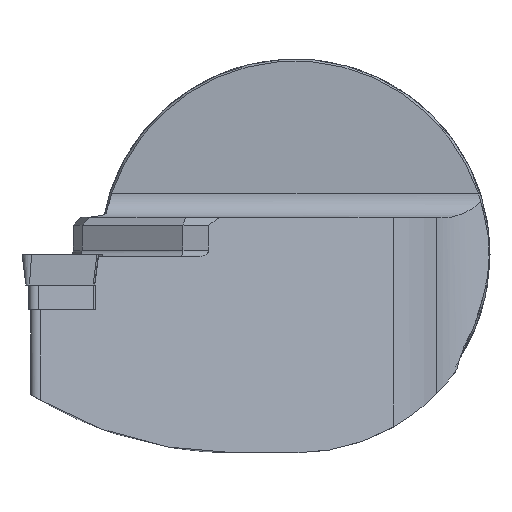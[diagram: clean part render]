
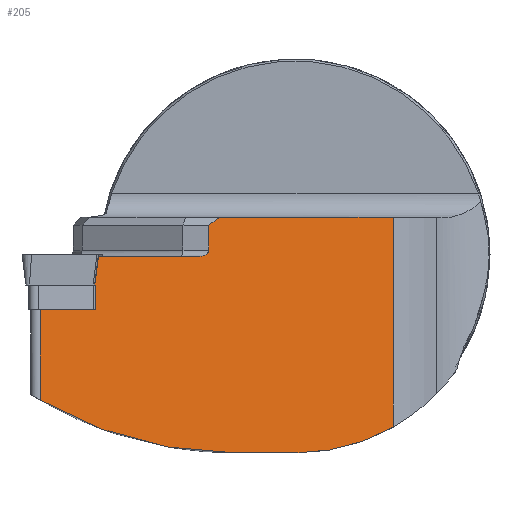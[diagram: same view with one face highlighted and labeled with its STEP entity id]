
A CAD part, left-side view. The second image highlights one B-rep face of the part: STEP entity #205.
In plain terms, the highlighted planar face has unit normal (-0.848, -0.53, 0).
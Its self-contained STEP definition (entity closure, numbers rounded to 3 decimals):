
#205=ADVANCED_FACE('',(#322),#282,.F.);
#282=PLANE('',#1426);
#322=FACE_OUTER_BOUND('',#389,.T.);
#389=EDGE_LOOP('',(#556,#557,#558,#559,#560,#561,#562,#563,#564,#565,#566,
#567,#568,#569));
#481=ELLIPSE('',#1423,58.959,50.);
#482=ELLIPSE('',#1424,30.069,25.5);
#483=ELLIPSE('',#1425,1.329,0.8);
#556=ORIENTED_EDGE('',*,*,#1043,.F.);
#557=ORIENTED_EDGE('',*,*,#1042,.T.);
#558=ORIENTED_EDGE('',*,*,#1044,.T.);
#559=ORIENTED_EDGE('',*,*,#1045,.T.);
#560=ORIENTED_EDGE('',*,*,#1046,.T.);
#561=ORIENTED_EDGE('',*,*,#1047,.F.);
#562=ORIENTED_EDGE('',*,*,#1048,.T.);
#563=ORIENTED_EDGE('',*,*,#1049,.T.);
#564=ORIENTED_EDGE('',*,*,#1050,.T.);
#565=ORIENTED_EDGE('',*,*,#1051,.T.);
#566=ORIENTED_EDGE('',*,*,#1052,.T.);
#567=ORIENTED_EDGE('',*,*,#1053,.T.);
#568=ORIENTED_EDGE('',*,*,#1054,.T.);
#569=ORIENTED_EDGE('',*,*,#1055,.T.);
#915=VERTEX_POINT('',#1903);
#917=VERTEX_POINT('',#1931);
#918=VERTEX_POINT('',#1935);
#919=VERTEX_POINT('',#1937);
#920=VERTEX_POINT('',#1939);
#921=VERTEX_POINT('',#1941);
#922=VERTEX_POINT('',#1943);
#923=VERTEX_POINT('',#1945);
#924=VERTEX_POINT('',#1947);
#925=VERTEX_POINT('',#1949);
#926=VERTEX_POINT('',#1951);
#927=VERTEX_POINT('',#1953);
#928=VERTEX_POINT('',#1955);
#929=VERTEX_POINT('',#1957);
#1042=EDGE_CURVE('',#915,#917,#1219,.T.);
#1043=EDGE_CURVE('',#915,#918,#1220,.T.);
#1044=EDGE_CURVE('',#917,#919,#481,.T.);
#1045=EDGE_CURVE('',#919,#920,#1221,.T.);
#1046=EDGE_CURVE('',#920,#921,#482,.T.);
#1047=EDGE_CURVE('',#922,#921,#1222,.T.);
#1048=EDGE_CURVE('',#922,#923,#1223,.T.);
#1049=EDGE_CURVE('',#923,#924,#1224,.T.);
#1050=EDGE_CURVE('',#924,#925,#1225,.T.);
#1051=EDGE_CURVE('',#925,#926,#483,.T.);
#1052=EDGE_CURVE('',#926,#927,#1226,.T.);
#1053=EDGE_CURVE('',#927,#928,#1227,.T.);
#1054=EDGE_CURVE('',#928,#929,#1228,.T.);
#1055=EDGE_CURVE('',#929,#918,#1229,.T.);
#1219=LINE('',#1932,#1310);
#1220=LINE('',#1934,#1311);
#1221=LINE('',#1938,#1312);
#1222=LINE('',#1942,#1313);
#1223=LINE('',#1944,#1314);
#1224=LINE('',#1946,#1315);
#1225=LINE('',#1948,#1316);
#1226=LINE('',#1952,#1317);
#1227=LINE('',#1954,#1318);
#1228=LINE('',#1956,#1319);
#1229=LINE('',#1958,#1320);
#1310=VECTOR('',#1557,1.);
#1311=VECTOR('',#1560,1.);
#1312=VECTOR('',#1563,1.);
#1313=VECTOR('',#1566,1.);
#1314=VECTOR('',#1567,1.);
#1315=VECTOR('',#1568,1.);
#1316=VECTOR('',#1569,1.);
#1317=VECTOR('',#1572,1.);
#1318=VECTOR('',#1573,1.);
#1319=VECTOR('',#1574,1.);
#1320=VECTOR('',#1575,1.);
#1423=AXIS2_PLACEMENT_3D('',#1936,#1561,#1562);
#1424=AXIS2_PLACEMENT_3D('',#1940,#1564,#1565);
#1425=AXIS2_PLACEMENT_3D('',#1950,#1570,#1571);
#1426=AXIS2_PLACEMENT_3D('',#1959,#1576,#1577);
#1557=DIRECTION('',(0.,0.,-1.));
#1560=DIRECTION('',(0.53,-0.848,0.));
#1561=DIRECTION('',(-0.848,-0.53,0.));
#1562=DIRECTION('',(-0.53,0.848,0.));
#1563=DIRECTION('',(0.53,-0.848,0.));
#1564=DIRECTION('',(-0.848,-0.53,0.));
#1565=DIRECTION('',(-0.53,0.848,0.));
#1566=DIRECTION('',(0.,0.,-1.));
#1567=DIRECTION('',(-0.53,0.848,0.));
#1568=DIRECTION('',(-0.454,0.727,-0.516));
#1569=DIRECTION('',(0.,0.,-1.));
#1570=DIRECTION('',(0.848,0.53,0.));
#1571=DIRECTION('',(-0.53,0.848,0.));
#1572=DIRECTION('',(-0.53,0.848,0.));
#1573=DIRECTION('',(-0.079,0.126,-0.989));
#1574=DIRECTION('',(0.53,-0.848,0.));
#1575=DIRECTION('',(0.,0.,-1.));
#1576=DIRECTION('',(0.848,0.53,0.));
#1577=DIRECTION('',(0.53,-0.848,0.));
#1903=CARTESIAN_POINT('',(1.975,32.684,-7.15));
#1931=CARTESIAN_POINT('',(1.975,32.684,-18.734));
#1932=CARTESIAN_POINT('',(1.975,32.684,50.));
#1934=CARTESIAN_POINT('',(30.258,-12.578,-7.15));
#1935=CARTESIAN_POINT('',(6.451,25.521,-7.15));
#1936=CARTESIAN_POINT('',(17.67,7.568,24.5));
#1937=CARTESIAN_POINT('',(17.67,7.568,-25.5));
#1938=CARTESIAN_POINT('',(28.433,-9.658,-25.5));
#1939=CARTESIAN_POINT('',(22.399,0.,-25.5));
#1940=CARTESIAN_POINT('',(22.399,0.,0.));
#1941=CARTESIAN_POINT('',(30.258,-12.578,-22.182));
#1942=CARTESIAN_POINT('',(30.258,-12.578,50.));
#1943=CARTESIAN_POINT('',(30.258,-12.578,4.7));
#1944=CARTESIAN_POINT('',(1.333,33.713,4.7));
#1945=CARTESIAN_POINT('',(16.357,9.668,4.7));
#1946=CARTESIAN_POINT('',(61.779,-63.022,56.285));
#1947=CARTESIAN_POINT('',(15.477,11.077,3.7));
#1948=CARTESIAN_POINT('',(15.477,11.077,50.));
#1949=CARTESIAN_POINT('',(15.477,11.077,0.5));
#1950=CARTESIAN_POINT('',(14.772,12.204,0.5));
#1951=CARTESIAN_POINT('',(14.772,12.204,-0.3));
#1952=CARTESIAN_POINT('',(30.258,-12.578,-0.3));
#1953=CARTESIAN_POINT('',(6.656,25.193,-0.3));
#1954=CARTESIAN_POINT('',(11.082,18.11,55.424));
#1955=CARTESIAN_POINT('',(6.365,25.66,-3.97));
#1956=CARTESIAN_POINT('',(30.258,-12.578,-3.97));
#1957=CARTESIAN_POINT('',(6.451,25.521,-3.97));
#1958=CARTESIAN_POINT('',(6.451,25.521,-3.97));
#1959=CARTESIAN_POINT('',(30.258,-12.578,50.));
